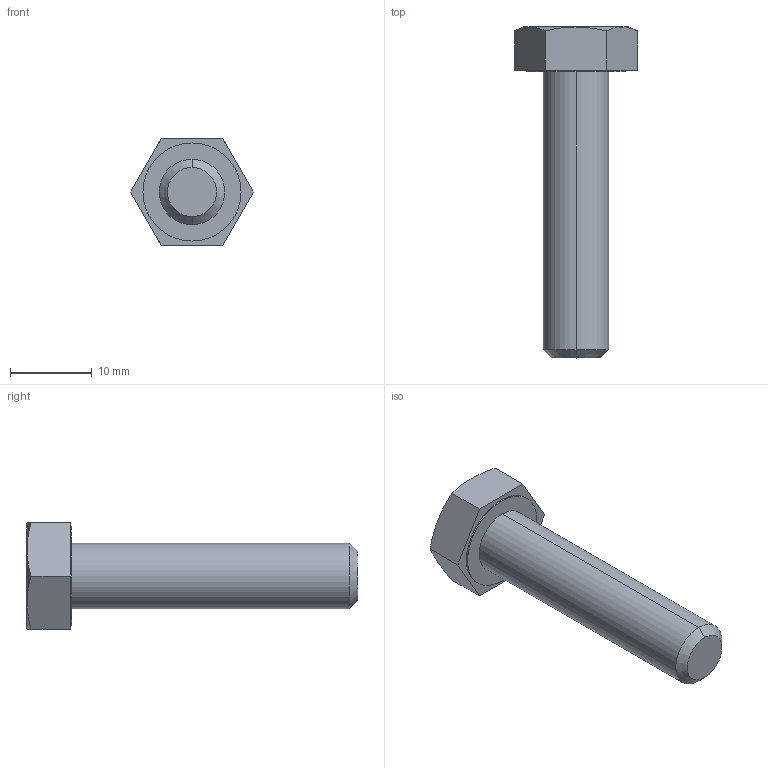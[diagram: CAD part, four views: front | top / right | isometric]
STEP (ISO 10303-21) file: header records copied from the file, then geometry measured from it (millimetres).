
FILE_DESCRIPTION (( 'STEP AP214' ), '1' );
FILE_NAME ('TH_M8x35.STEP', '2017-08-03T11:23:41', ( 'UTILISATEUR' ), ( 'Hewlett-Packard Company' ), 'SwSTEP 2.0', 'SolidWorks 2016', '' );
FILE_SCHEMA (( 'AUTOMOTIVE_DESIGN' ));
Length unit declared in the file: millimetre
Products named in the file (1): TH_M8x35
Bounding box: 15.01 x 40.6 x 13 mm (x, y, z)
Volume: 2544.6 mm3; surface area: 1400.7 mm2
Topology: 1 solids, 1 shells, 97 faces, 254 edges, 168 vertices
Faces by surface type: plane 52, bspline 37, cone 4, cylinder 4
Entity records: 4858 total; most frequent: CARTESIAN_POINT 2687, ORIENTED_EDGE 508, DIRECTION 308, EDGE_CURVE 254, VERTEX_POINT 168, VECTOR 162, LINE 162, EDGE_LOOP 106
